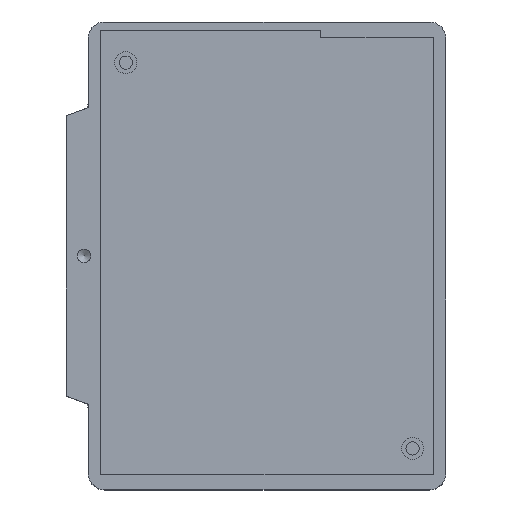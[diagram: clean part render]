
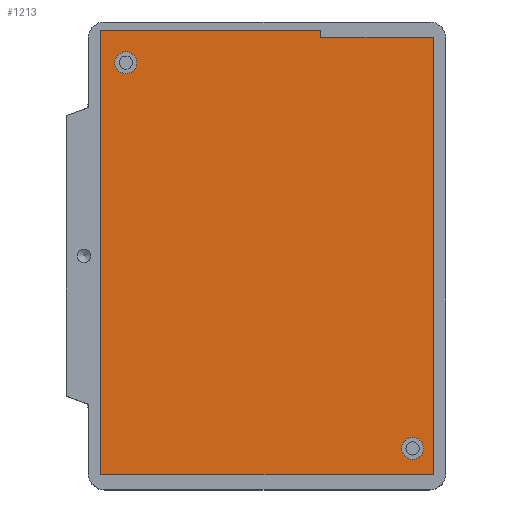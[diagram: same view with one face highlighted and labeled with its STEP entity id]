
A CAD part, top view. The second image highlights one B-rep face of the part: STEP entity #1213.
In plain terms, the highlighted planar face has unit normal (0, 0, 1).
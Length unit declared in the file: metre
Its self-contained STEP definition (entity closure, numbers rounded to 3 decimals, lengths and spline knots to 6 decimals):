
#59=CIRCLE('',#1334,0.002);
#60=CIRCLE('',#1335,0.002);
#173=ORIENTED_EDGE('',*,*,#493,.F.);
#174=ORIENTED_EDGE('',*,*,#494,.F.);
#175=ORIENTED_EDGE('',*,*,#487,.F.);
#176=ORIENTED_EDGE('',*,*,#434,.T.);
#177=ORIENTED_EDGE('',*,*,#495,.F.);
#178=ORIENTED_EDGE('',*,*,#496,.T.);
#179=ORIENTED_EDGE('',*,*,#491,.T.);
#180=ORIENTED_EDGE('',*,*,#489,.F.);
#434=EDGE_CURVE('',#605,#604,#717,.T.);
#487=EDGE_CURVE('',#605,#647,#763,.T.);
#489=EDGE_CURVE('',#647,#648,#765,.T.);
#491=EDGE_CURVE('',#649,#648,#767,.T.);
#493=EDGE_CURVE('',#650,#650,#59,.T.);
#494=EDGE_CURVE('',#651,#651,#60,.T.);
#495=EDGE_CURVE('',#652,#604,#769,.T.);
#496=EDGE_CURVE('',#652,#649,#770,.T.);
#604=VERTEX_POINT('',#1804);
#605=VERTEX_POINT('',#1806);
#647=VERTEX_POINT('',#1912);
#648=VERTEX_POINT('',#1916);
#649=VERTEX_POINT('',#1920);
#650=VERTEX_POINT('',#1924);
#651=VERTEX_POINT('',#1926);
#652=VERTEX_POINT('',#1928);
#717=LINE('',#1805,#841);
#763=LINE('',#1911,#887);
#765=LINE('',#1915,#889);
#767=LINE('',#1919,#891);
#769=LINE('',#1927,#893);
#770=LINE('',#1929,#894);
#841=VECTOR('',#1438,1.);
#887=VECTOR('',#1520,1.);
#889=VECTOR('',#1524,1.);
#891=VECTOR('',#1528,1.);
#893=VECTOR('',#1536,1.);
#894=VECTOR('',#1537,1.);
#980=EDGE_LOOP('',(#173));
#981=EDGE_LOOP('',(#174));
#982=EDGE_LOOP('',(#175,#176,#177,#178,#179,#180));
#1074=FACE_BOUND('',#980,.T.);
#1075=FACE_BOUND('',#981,.T.);
#1076=FACE_BOUND('',#982,.T.);
#1166=PLANE('',#1333);
#1213=ADVANCED_FACE('',(#1074,#1075,#1076),#1166,.T.);
#1333=AXIS2_PLACEMENT_3D('',#1922,#1530,#1531);
#1334=AXIS2_PLACEMENT_3D('',#1923,#1532,#1533);
#1335=AXIS2_PLACEMENT_3D('',#1925,#1534,#1535);
#1438=DIRECTION('',(-1.,0.,0.));
#1520=DIRECTION('',(0.,-1.,0.));
#1524=DIRECTION('',(-1.,0.,0.));
#1528=DIRECTION('',(0.,-1.,0.));
#1530=DIRECTION('',(0.,0.,1.));
#1531=DIRECTION('',(1.,0.,0.));
#1532=DIRECTION('',(0.,0.,1.));
#1533=DIRECTION('',(1.,0.,0.));
#1534=DIRECTION('',(0.,0.,1.));
#1535=DIRECTION('',(1.,0.,0.));
#1536=DIRECTION('',(0.,-1.,0.));
#1537=DIRECTION('',(-1.,0.,0.));
#1804=CARTESIAN_POINT('',(0.00975,0.03975,0.002));
#1805=CARTESIAN_POINT('',(0.,0.03975,0.002));
#1806=CARTESIAN_POINT('',(0.03025,0.03975,0.002));
#1911=CARTESIAN_POINT('',(0.03025,0.,0.002));
#1912=CARTESIAN_POINT('',(0.03025,-0.03975,0.002));
#1915=CARTESIAN_POINT('',(0.,-0.03975,0.002));
#1916=CARTESIAN_POINT('',(-0.03025,-0.03975,0.002));
#1919=CARTESIAN_POINT('',(-0.03025,0.,0.002));
#1920=CARTESIAN_POINT('',(-0.03025,0.04095,0.002));
#1922=CARTESIAN_POINT('',(0.,0.,0.002));
#1923=CARTESIAN_POINT('',(-0.02565,0.03515,0.002));
#1924=CARTESIAN_POINT('',(-0.02365,0.03515,0.002));
#1925=CARTESIAN_POINT('',(0.02645,-0.03495,0.002));
#1926=CARTESIAN_POINT('',(0.02845,-0.03495,0.002));
#1927=CARTESIAN_POINT('',(0.00975,0.04095,0.002));
#1928=CARTESIAN_POINT('',(0.00975,0.04095,0.002));
#1929=CARTESIAN_POINT('',(0.,0.04095,0.002));
